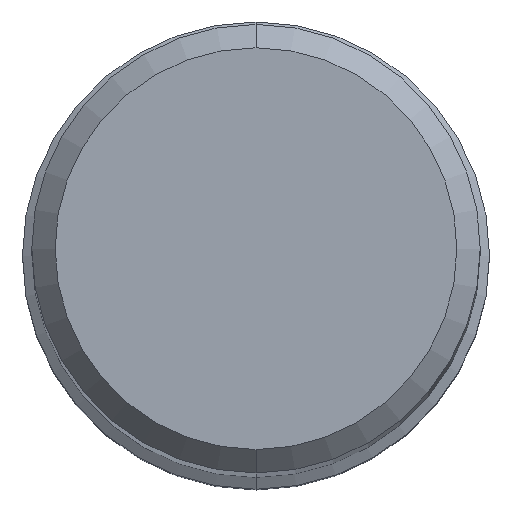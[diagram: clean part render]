
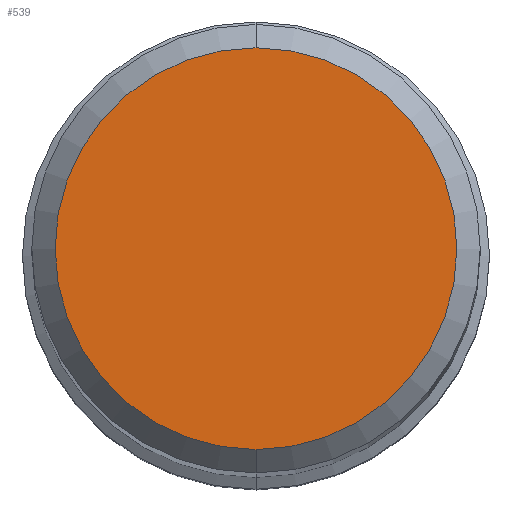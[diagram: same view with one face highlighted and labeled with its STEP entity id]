
A CAD part, top view. The second image highlights one B-rep face of the part: STEP entity #539.
In plain terms, the highlighted planar face has unit normal (0, 0, 1).
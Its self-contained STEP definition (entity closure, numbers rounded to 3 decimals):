
#271=VERTEX_POINT('',#667);
#415=VERTEX_POINT('',#822);
#527=EDGE_CURVE('',#415,#271,#949,.T.);
#539=ADVANCED_FACE('',(#961),#962,.T.);
#571=EDGE_CURVE('',#271,#415,#997,.T.);
#667=CARTESIAN_POINT('',(0.,-4.3,0.0));
#822=CARTESIAN_POINT('',(0.0,4.3,0.0));
#949=CIRCLE('',#1644,4.3);
#961=FACE_OUTER_BOUND('',#1701,.T.);
#962=PLANE('',#1702);
#997=CIRCLE('',#1774,4.3);
#1644=AXIS2_PLACEMENT_3D('',#2211,#2212,#2213);
#1701=EDGE_LOOP('',(#2217,#2218));
#1702=AXIS2_PLACEMENT_3D('',#2219,#2220,#2221);
#1774=AXIS2_PLACEMENT_3D('',#2258,#2259,#2260);
#2211=CARTESIAN_POINT('',(0.0,0.0,0.0));
#2212=DIRECTION('',(0.0,0.0,-1.0));
#2213=DIRECTION('',(0.0,1.0,0.0));
#2217=ORIENTED_EDGE('',*,*,#527,.F.);
#2218=ORIENTED_EDGE('',*,*,#571,.F.);
#2219=CARTESIAN_POINT('',(0.0,2.15,0.0));
#2220=DIRECTION('',(-0.0,0.0,1.0));
#2221=DIRECTION('',(0.0,-1.0,0.0));
#2258=CARTESIAN_POINT('',(0.0,0.0,0.0));
#2259=DIRECTION('',(0.0,0.0,-1.0));
#2260=DIRECTION('',(0.0,1.0,0.0));
